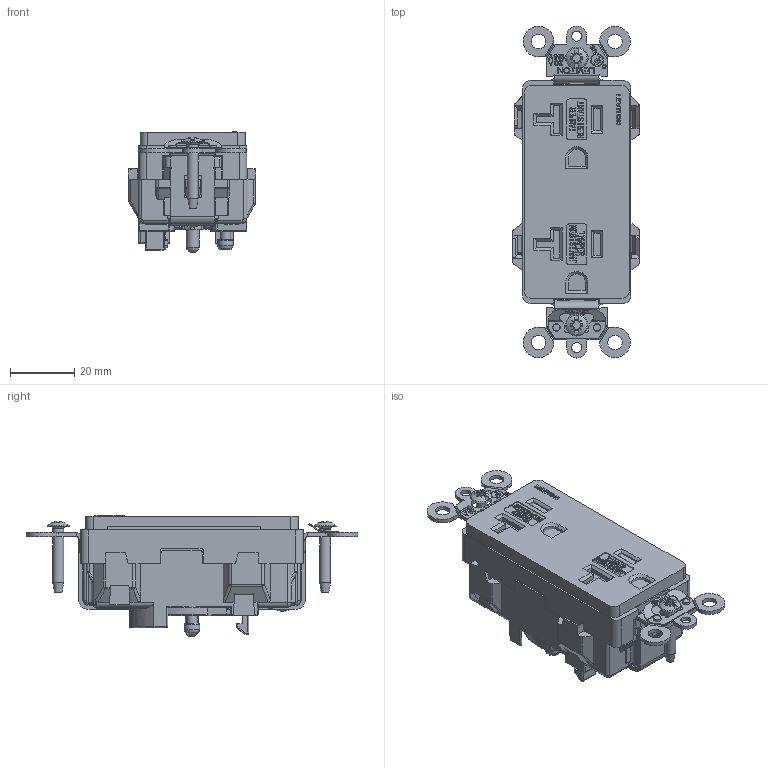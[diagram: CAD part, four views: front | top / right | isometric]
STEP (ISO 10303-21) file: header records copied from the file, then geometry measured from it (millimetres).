
FILE_DESCRIPTION (( 'STEP AP214' ), '1' );
FILE_NAME ('CATSTD-MT163-00X-M01.STEP', '2020-10-13T19:03:28', ( '' ), ( '' ), 'SwSTEP 2.0', 'SolidWorks 2020', '' );
FILE_SCHEMA (( 'AUTOMOTIVE_DESIGN' ));
Length unit declared in the file: inch
Products named in the file (1): CATSTD-MT163-00X-M01
Bounding box: 39.34 x 103.38 x 37.63 mm (x, y, z)
Volume: 71725.1 mm3; surface area: 31391.2 mm2
Topology: 5 solids, 13 shells, 4201 faces, 11664 edges, 7653 vertices
Faces by surface type: plane 3484, cylinder 515, bspline 145, cone 40, sphere 11, torus 6
Full cylindrical faces by diameter (mm): 1.321 x2, 2.184 x4, 2.362 x2, 2.388 x1, 2.438 x4, 3.111 x1, 3.112 x1, 3.226 x4, 3.302 x2, 3.404 x2, 3.683 x2, 3.725 x1, 3.734 x1, 3.979 x1, 4.064 x1, 4.521 x4, 4.724 x1, 4.953 x2, 4.978 x1
Entity records: 192506 total; most frequent: CARTESIAN_POINT 34165, ORIENTED_EDGE 23098, DIRECTION 18964, EDGE_CURVE 11549, LINE 9212, VECTOR 9212, VERTEX_POINT 7610, AXIS2_PLACEMENT_3D 4876
